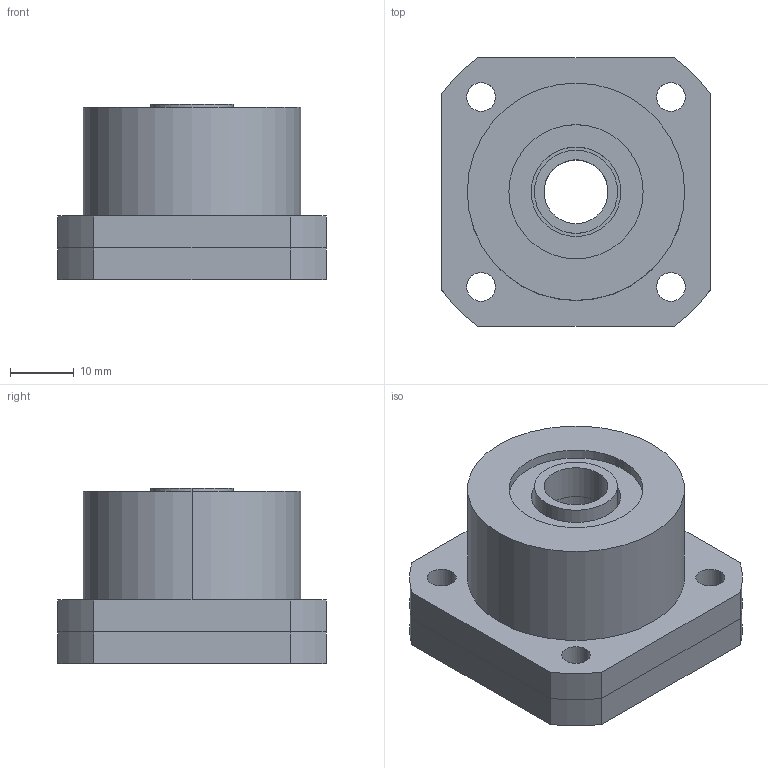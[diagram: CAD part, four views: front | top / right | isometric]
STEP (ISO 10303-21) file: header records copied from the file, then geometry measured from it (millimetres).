
FILE_DESCRIPTION (( 'STEP AP214' ), '1' );
FILE_NAME ('FK10.STEP', '2019-07-07T22:43:02', ( '' ), ( '' ), 'SwSTEP 2.0', 'SolidWorks 2018', '' );
FILE_SCHEMA (( 'AUTOMOTIVE_DESIGN' ));
Length unit declared in the file: millimetre
Products named in the file (8): _buchse_fk_0_64200510_11; _gehaeuseflnasch_fk10_fk30_0_64200510_4; _dicht_zapfenseite_fk10_fk30_0_64200510_13; _dicht_flanschseite_fk10_fk30_0_64200510_19; _gehaeuse_fk_0_64200510_2; FK10; _schr_fk10_fk30_0_64200510_6; _lager_fk_0_64200510_15
Assembly tree (12 placements, depth 2):
  FK10
    _gehaeuse_fk_0_64200510_2
    _gehaeuseflnasch_fk10_fk30_0_64200510_4
    _schr_fk10_fk30_0_64200510_6  x4
    _buchse_fk_0_64200510_11  x2
    _dicht_zapfenseite_fk10_fk30_0_64200510_13
    _lager_fk_0_64200510_15  x2
    _dicht_flanschseite_fk10_fk30_0_64200510_19
Bounding box: 42 x 42 x 27.5 mm (x, y, z)
Volume: 28139.1 mm3; surface area: 18689.1 mm2
Topology: 12 solids, 12 shells, 189 faces, 422 edges, 268 vertices
Faces by surface type: cylinder 90, plane 67, cone 32
Entity records: 5660 total; most frequent: DIRECTION 760, CARTESIAN_POINT 641, ORIENTED_EDGE 604, AXIS2_PLACEMENT_3D 311, EDGE_CURVE 302, VERTEX_POINT 192, EDGE_LOOP 176, CIRCLE 164
